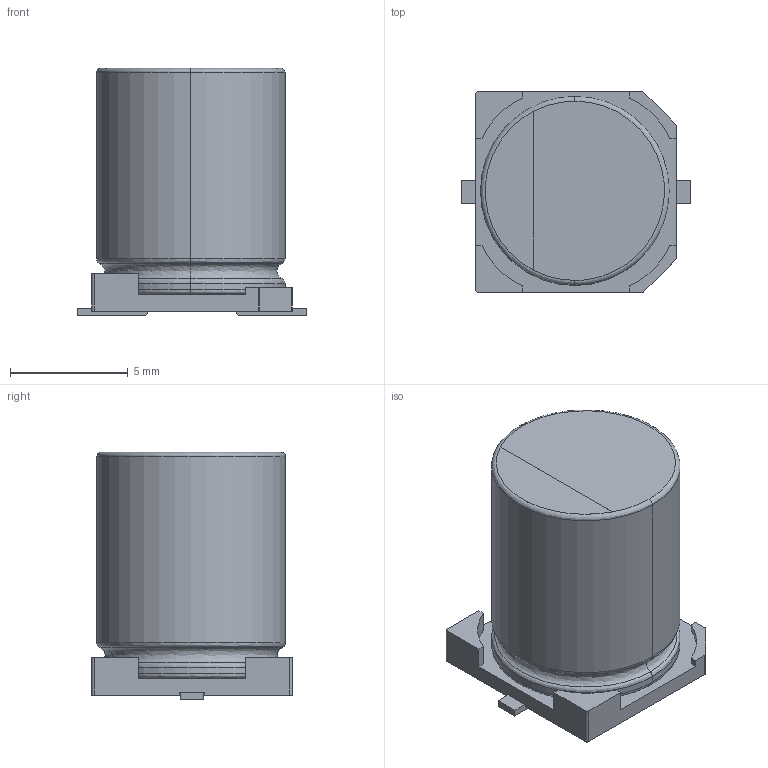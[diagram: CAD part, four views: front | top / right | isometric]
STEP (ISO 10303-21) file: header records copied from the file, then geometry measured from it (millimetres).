
FILE_DESCRIPTION(('FreeCAD Model'),'2;1');
FILE_NAME('cap_al_el_8x10.step','2015-12-17T23:09:53',('Author'),(''), 'Open CASCADE STEP processor 6.8','FreeCAD','Unknown');
FILE_SCHEMA(('AUTOMOTIVE_DESIGN_CC2 { 1 2 10303 214 -1 1 5 4 }'));
Length unit declared in the file: millimetre
Products named in the file (2): ASSEMBLY; Fusion
Assembly tree (1 placements, depth 2):
  ASSEMBLY
    Fusion
Bounding box: 9.7 x 8.5 x 10.5 mm (x, y, z)
Volume: 531.2 mm3; surface area: 448.9 mm2
Topology: 1 solids, 1 shells, 90 faces, 231 edges, 144 vertices
Faces by surface type: plane 59, cylinder 21, bspline 10
Entity records: 9505 total; most frequent: CARTESIAN_POINT 4463, DIRECTION 761, ORIENTED_EDGE 462, PCURVE 462, DEFINITIONAL_REPRESENTATION 462, LINE 435, VECTOR 435, EDGE_CURVE 231
